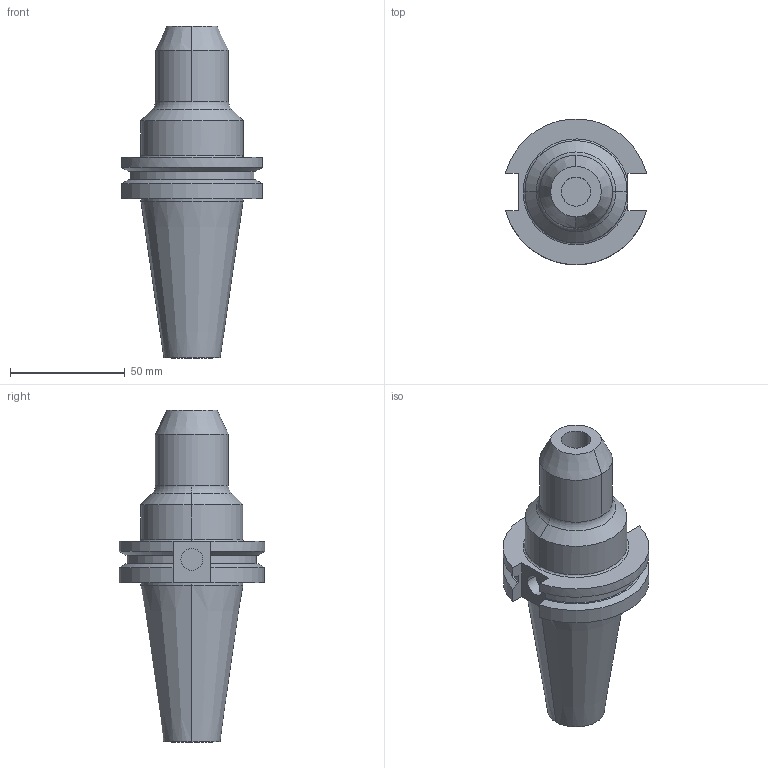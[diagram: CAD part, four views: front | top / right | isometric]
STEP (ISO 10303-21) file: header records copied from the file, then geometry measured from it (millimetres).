
FILE_DESCRIPTION (( 'STEP AP203' ), '1' );
FILE_NAME ('STP-43.653.58.300.STEP', '2018-10-25T00:58:20', ( '' ), ( '' ), 'SwSTEP 2.0', 'SolidWorks 2015', '' );
FILE_SCHEMA (( 'CONFIG_CONTROL_DESIGN' ));
Length unit declared in the file: millimetre
Products named in the file (1): STP-43.653.58.300
Bounding box: 61.35 x 63.38 x 144.45 mm (x, y, z)
Volume: 160903.9 mm3; surface area: 26304.8 mm2
Topology: 1 solids, 1 shells, 58 faces, 140 edges, 88 vertices
Faces by surface type: cylinder 22, plane 18, cone 13, bspline 3, torus 2
Entity records: 2053 total; most frequent: CARTESIAN_POINT 617, DIRECTION 297, ORIENTED_EDGE 276, EDGE_CURVE 138, AXIS2_PLACEMENT_3D 117, VERTEX_POINT 88, EDGE_LOOP 64, VECTOR 63
